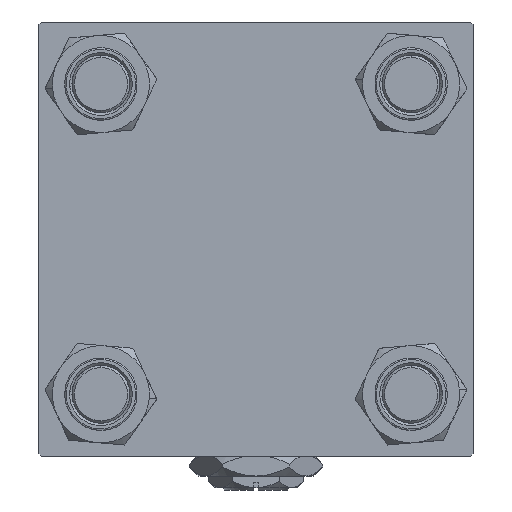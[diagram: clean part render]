
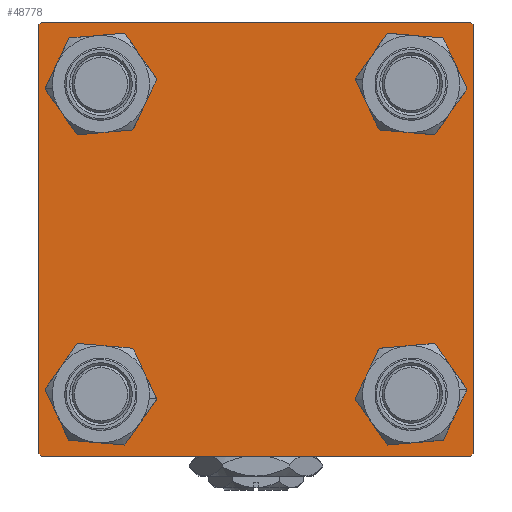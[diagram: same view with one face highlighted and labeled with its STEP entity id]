
A CAD part, left-side view. The second image highlights one B-rep face of the part: STEP entity #48778.
In plain terms, the highlighted planar face has unit normal (-1, 0, 0).
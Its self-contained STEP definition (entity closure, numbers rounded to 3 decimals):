
#268 = VERTEX_POINT ( 'NONE', #11118 ) ;
#365 = DIRECTION ( 'NONE',  ( 0., 0., 1. ) ) ;
#851 = VECTOR ( 'NONE', #52273, 1000. ) ;
#1223 = ORIENTED_EDGE ( 'NONE', *, *, #26311, .T. ) ;
#1362 = ORIENTED_EDGE ( 'NONE', *, *, #49789, .T. ) ;
#2159 = CARTESIAN_POINT ( 'NONE',  ( 0., 44.75, 44.75 ) ) ;
#2544 = VECTOR ( 'NONE', #5446, 1000. ) ;
#2993 = DIRECTION ( 'NONE',  ( 0., 0., -1. ) ) ;
#3612 = CIRCLE ( 'NONE', #14010, 6.5 ) ;
#3715 = DIRECTION ( 'NONE',  ( 1., 0., 0. ) ) ;
#4230 = DIRECTION ( 'NONE',  ( -1., 0., 0. ) ) ;
#4287 = LINE ( 'NONE', #13448, #2544 ) ;
#4525 = FACE_BOUND ( 'NONE', #13400, .T. ) ;
#4804 = FACE_BOUND ( 'NONE', #57269, .T. ) ;
#5133 = LINE ( 'NONE', #36509, #16322 ) ;
#5376 = CARTESIAN_POINT ( 'NONE',  ( 0., 32.15, -38.65 ) ) ;
#5425 = AXIS2_PLACEMENT_3D ( 'NONE', #35887, #4230, #365 ) ;
#5446 = DIRECTION ( 'NONE',  ( 0., -0.707, -0.707 ) ) ;
#5705 = EDGE_CURVE ( 'NONE', #18781, #19176, #29694, .T. ) ;
#5797 = CARTESIAN_POINT ( 'NONE',  ( 0., -44.75, 44.75 ) ) ;
#6184 = CARTESIAN_POINT ( 'NONE',  ( 0., 44.5, -45. ) ) ;
#7927 = ORIENTED_EDGE ( 'NONE', *, *, #19872, .T. ) ;
#8225 = CARTESIAN_POINT ( 'NONE',  ( 0., 32.15, -32.15 ) ) ;
#8553 = DIRECTION ( 'NONE',  ( 1., 0., 0. ) ) ;
#9220 = CARTESIAN_POINT ( 'NONE',  ( 0., -32.15, -32.15 ) ) ;
#9853 = CARTESIAN_POINT ( 'NONE',  ( 0., -44.5, 45. ) ) ;
#10049 = CARTESIAN_POINT ( 'NONE',  ( 0., 45., -45. ) ) ;
#10305 = AXIS2_PLACEMENT_3D ( 'NONE', #33683, #34565, #47584 ) ;
#10947 = ORIENTED_EDGE ( 'NONE', *, *, #19829, .T. ) ;
#11118 = CARTESIAN_POINT ( 'NONE',  ( 0., -45., -44.5 ) ) ;
#12038 = EDGE_CURVE ( 'NONE', #12667, #55954, #45817, .T. ) ;
#12667 = VERTEX_POINT ( 'NONE', #24535 ) ;
#12772 = CARTESIAN_POINT ( 'NONE',  ( 0., -32.15, 25.65 ) ) ;
#13171 = ORIENTED_EDGE ( 'NONE', *, *, #37611, .T. ) ;
#13361 = DIRECTION ( 'NONE',  ( 1., 0., 0. ) ) ;
#13400 = EDGE_LOOP ( 'NONE', ( #31783, #31031 ) ) ;
#13448 = CARTESIAN_POINT ( 'NONE',  ( 0., 44.75, -44.75 ) ) ;
#13619 = CARTESIAN_POINT ( 'NONE',  ( 0., -32.15, 32.15 ) ) ;
#13693 = VERTEX_POINT ( 'NONE', #43250 ) ;
#14010 = AXIS2_PLACEMENT_3D ( 'NONE', #18377, #13361, #40866 ) ;
#14102 = ORIENTED_EDGE ( 'NONE', *, *, #41807, .T. ) ;
#14479 = LINE ( 'NONE', #10049, #36570 ) ;
#14919 = CARTESIAN_POINT ( 'NONE',  ( 0., 45., 45. ) ) ;
#15018 = EDGE_LOOP ( 'NONE', ( #23157, #7927 ) ) ;
#15037 = CARTESIAN_POINT ( 'NONE',  ( 0., 32.15, -25.65 ) ) ;
#15383 = VERTEX_POINT ( 'NONE', #9853 ) ;
#15634 = VECTOR ( 'NONE', #2993, 1000. ) ;
#15928 = CIRCLE ( 'NONE', #49006, 6.5 ) ;
#16115 = EDGE_CURVE ( 'NONE', #21630, #18174, #24665, .T. ) ;
#16322 = VECTOR ( 'NONE', #23484, 1000. ) ;
#17336 = ORIENTED_EDGE ( 'NONE', *, *, #39631, .T. ) ;
#17485 = CARTESIAN_POINT ( 'NONE',  ( 0., 45., 45. ) ) ;
#17618 = DIRECTION ( 'NONE',  ( 0., 0., 1. ) ) ;
#17852 = CARTESIAN_POINT ( 'NONE',  ( 0., 44.5, 45. ) ) ;
#18174 = VERTEX_POINT ( 'NONE', #52141 ) ;
#18377 = CARTESIAN_POINT ( 'NONE',  ( 0., -32.15, -32.15 ) ) ;
#18781 = VERTEX_POINT ( 'NONE', #5376 ) ;
#19009 = DIRECTION ( 'NONE',  ( 1., 0., 0. ) ) ;
#19176 = VERTEX_POINT ( 'NONE', #15037 ) ;
#19783 = DIRECTION ( 'NONE',  ( 0., -1., 0. ) ) ;
#19829 = EDGE_CURVE ( 'NONE', #13693, #268, #37829, .T. ) ;
#19872 = EDGE_CURVE ( 'NONE', #55954, #12667, #28272, .T. ) ;
#20177 = CARTESIAN_POINT ( 'NONE',  ( 0., -32.15, -25.65 ) ) ;
#21361 = EDGE_CURVE ( 'NONE', #21630, #15383, #49853, .T. ) ;
#21546 = DIRECTION ( 'NONE',  ( 1., 0., 0. ) ) ;
#21630 = VERTEX_POINT ( 'NONE', #17852 ) ;
#22306 = CIRCLE ( 'NONE', #58141, 6.5 ) ;
#22706 = CARTESIAN_POINT ( 'NONE',  ( 0., -32.15, 38.65 ) ) ;
#22858 = FACE_BOUND ( 'NONE', #33753, .T. ) ;
#23157 = ORIENTED_EDGE ( 'NONE', *, *, #12038, .T. ) ;
#23484 = DIRECTION ( 'NONE',  ( 0., 0., -1. ) ) ;
#24535 = CARTESIAN_POINT ( 'NONE',  ( 0., 32.15, 38.65 ) ) ;
#24665 = LINE ( 'NONE', #2159, #39413 ) ;
#25087 = EDGE_CURVE ( 'NONE', #48292, #35650, #46570, .T. ) ;
#25214 = VERTEX_POINT ( 'NONE', #6184 ) ;
#26311 = EDGE_CURVE ( 'NONE', #34725, #35462, #52228, .T. ) ;
#27247 = DIRECTION ( 'NONE',  ( 0., 0., 1. ) ) ;
#28173 = FACE_BOUND ( 'NONE', #15018, .T. ) ;
#28272 = CIRCLE ( 'NONE', #10305, 6.5 ) ;
#29222 = EDGE_CURVE ( 'NONE', #42272, #268, #5133, .T. ) ;
#29254 = CARTESIAN_POINT ( 'NONE',  ( 0., -44.75, -44.75 ) ) ;
#29404 = CARTESIAN_POINT ( 'NONE',  ( 0., 45., -44.5 ) ) ;
#29448 = LINE ( 'NONE', #5797, #29588 ) ;
#29588 = VECTOR ( 'NONE', #42767, 1000. ) ;
#29658 = CARTESIAN_POINT ( 'NONE',  ( 0., -32.15, -38.65 ) ) ;
#29694 = CIRCLE ( 'NONE', #37243, 6.5 ) ;
#30711 = EDGE_CURVE ( 'NONE', #42272, #15383, #29448, .T. ) ;
#31031 = ORIENTED_EDGE ( 'NONE', *, *, #5705, .T. ) ;
#31056 = CARTESIAN_POINT ( 'NONE',  ( 0., -32.15, 32.15 ) ) ;
#31545 = EDGE_LOOP ( 'NONE', ( #13171, #41837, #14102, #10947, #36401, #44021, #35517, #34707 ) ) ;
#31783 = ORIENTED_EDGE ( 'NONE', *, *, #52438, .T. ) ;
#32567 = DIRECTION ( 'NONE',  ( 0., 0., 1. ) ) ;
#33683 = CARTESIAN_POINT ( 'NONE',  ( 0., 32.15, 32.15 ) ) ;
#33753 = EDGE_LOOP ( 'NONE', ( #1223, #1362 ) ) ;
#34565 = DIRECTION ( 'NONE',  ( 1., 0., 0. ) ) ;
#34707 = ORIENTED_EDGE ( 'NONE', *, *, #16115, .T. ) ;
#34725 = VERTEX_POINT ( 'NONE', #20177 ) ;
#35438 = AXIS2_PLACEMENT_3D ( 'NONE', #50068, #19009, #46234 ) ;
#35462 = VERTEX_POINT ( 'NONE', #29658 ) ;
#35517 = ORIENTED_EDGE ( 'NONE', *, *, #21361, .F. ) ;
#35650 = VERTEX_POINT ( 'NONE', #12772 ) ;
#35668 = CARTESIAN_POINT ( 'NONE',  ( 0., 32.15, -32.15 ) ) ;
#35887 = CARTESIAN_POINT ( 'NONE',  ( 0., 0., 0. ) ) ;
#36401 = ORIENTED_EDGE ( 'NONE', *, *, #29222, .F. ) ;
#36509 = CARTESIAN_POINT ( 'NONE',  ( 0., -45., 45. ) ) ;
#36570 = VECTOR ( 'NONE', #19783, 1000. ) ;
#37039 = FACE_OUTER_BOUND ( 'NONE', #31545, .T. ) ;
#37243 = AXIS2_PLACEMENT_3D ( 'NONE', #8225, #21546, #39596 ) ;
#37611 = EDGE_CURVE ( 'NONE', #18174, #42130, #57679, .T. ) ;
#37829 = LINE ( 'NONE', #29254, #851 ) ;
#39413 = VECTOR ( 'NONE', #41551, 1000. ) ;
#39596 = DIRECTION ( 'NONE',  ( 0., 0., 1. ) ) ;
#39631 = EDGE_CURVE ( 'NONE', #35650, #48292, #22306, .T. ) ;
#40095 = CARTESIAN_POINT ( 'NONE',  ( 0., 32.15, 25.65 ) ) ;
#40866 = DIRECTION ( 'NONE',  ( 0., 0., 1. ) ) ;
#41551 = DIRECTION ( 'NONE',  ( 0., 0.707, -0.707 ) ) ;
#41807 = EDGE_CURVE ( 'NONE', #25214, #13693, #14479, .T. ) ;
#41837 = ORIENTED_EDGE ( 'NONE', *, *, #47770, .T. ) ;
#42130 = VERTEX_POINT ( 'NONE', #29404 ) ;
#42272 = VERTEX_POINT ( 'NONE', #50061 ) ;
#42767 = DIRECTION ( 'NONE',  ( 0., 0.707, 0.707 ) ) ;
#43250 = CARTESIAN_POINT ( 'NONE',  ( 0., -44.5, -45. ) ) ;
#44021 = ORIENTED_EDGE ( 'NONE', *, *, #30711, .T. ) ;
#45817 = CIRCLE ( 'NONE', #35438, 6.5 ) ;
#46187 = DIRECTION ( 'NONE',  ( 1., 0., 0. ) ) ;
#46234 = DIRECTION ( 'NONE',  ( 0., 0., 1. ) ) ;
#46570 = CIRCLE ( 'NONE', #47488, 6.5 ) ;
#47488 = AXIS2_PLACEMENT_3D ( 'NONE', #13619, #49697, #27247 ) ;
#47584 = DIRECTION ( 'NONE',  ( 0., 0., 1. ) ) ;
#47770 = EDGE_CURVE ( 'NONE', #42130, #25214, #4287, .T. ) ;
#48226 = ORIENTED_EDGE ( 'NONE', *, *, #25087, .T. ) ;
#48292 = VERTEX_POINT ( 'NONE', #22706 ) ;
#48778 = ADVANCED_FACE ( 'NONE', ( #4804, #22858, #4525, #28173, #37039 ), #54454, .T. ) ;
#49006 = AXIS2_PLACEMENT_3D ( 'NONE', #35668, #3715, #17618 ) ;
#49075 = DIRECTION ( 'NONE',  ( 0., 0., 1. ) ) ;
#49278 = VECTOR ( 'NONE', #54825, 1000. ) ;
#49697 = DIRECTION ( 'NONE',  ( 1., 0., 0. ) ) ;
#49789 = EDGE_CURVE ( 'NONE', #35462, #34725, #3612, .T. ) ;
#49853 = LINE ( 'NONE', #14919, #49278 ) ;
#50061 = CARTESIAN_POINT ( 'NONE',  ( 0., -45., 44.5 ) ) ;
#50068 = CARTESIAN_POINT ( 'NONE',  ( 0., 32.15, 32.15 ) ) ;
#52141 = CARTESIAN_POINT ( 'NONE',  ( 0., 45., 44.5 ) ) ;
#52228 = CIRCLE ( 'NONE', #53196, 6.5 ) ;
#52273 = DIRECTION ( 'NONE',  ( 0., -0.707, 0.707 ) ) ;
#52438 = EDGE_CURVE ( 'NONE', #19176, #18781, #15928, .T. ) ;
#53196 = AXIS2_PLACEMENT_3D ( 'NONE', #9220, #46187, #32567 ) ;
#54454 = PLANE ( 'NONE',  #5425 ) ;
#54825 = DIRECTION ( 'NONE',  ( 0., -1., 0. ) ) ;
#55954 = VERTEX_POINT ( 'NONE', #40095 ) ;
#57269 = EDGE_LOOP ( 'NONE', ( #48226, #17336 ) ) ;
#57679 = LINE ( 'NONE', #17485, #15634 ) ;
#58141 = AXIS2_PLACEMENT_3D ( 'NONE', #31056, #8553, #49075 ) ;
